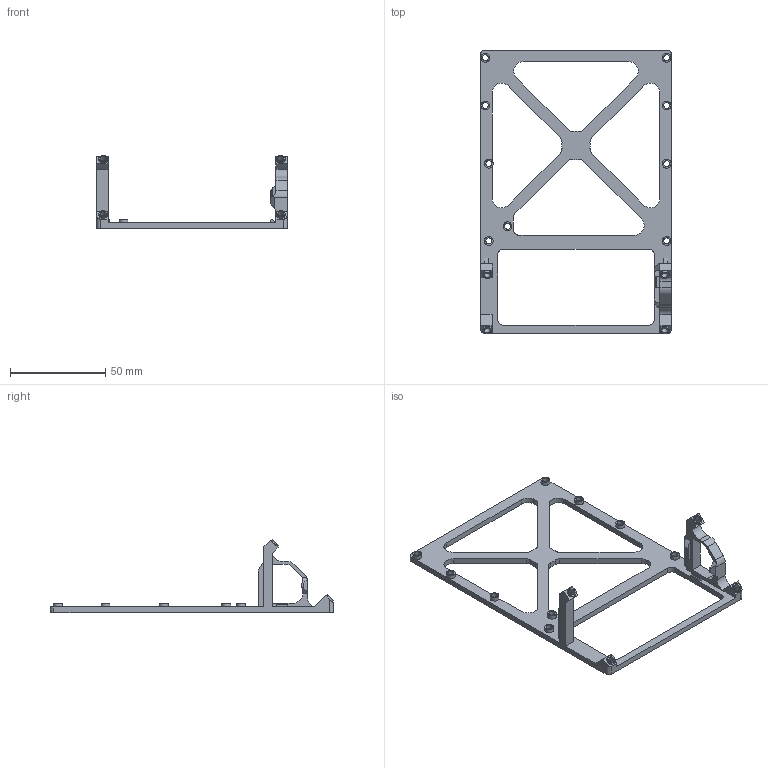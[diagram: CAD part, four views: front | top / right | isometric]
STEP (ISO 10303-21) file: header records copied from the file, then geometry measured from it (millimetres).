
FILE_DESCRIPTION(/* description */ ('STEP AP242','CAx-IF Rec.Pracs.---Representation and Presentation of Product Manufacturing Information (PMI)---4.0---2014-10-13','CAx-IF Rec.Pracs.---3D Tessellated Geometry---0.4---2014-09-14','2;1'),/* implementation_level */ '2;1');
FILE_NAME(/* name */ '62e5e5e129df6e70ddeb1059',/* time_stamp */ '2022-07-31T02:16:01+00:00',/* author */ (''),/* organization */ (''),/* preprocessor_version */ 'ST-DEVELOPER v18.102',/* originating_system */ ' ',/* authorisation */ ' ');
FILE_SCHEMA (('AP242_MANAGED_MODEL_BASED_3D_ENGINEERING_MIM_LF { 1 0 10303 442 1 1 4 }'));
Length unit declared in the file: metre
Products named in the file (1): Main PCB Stand
Bounding box: 100 x 148.73 x 38.46 mm (x, y, z)
Volume: 19036.8 mm3; surface area: 18364.4 mm2
Topology: 1 solids, 1 shells, 155 faces, 424 edges, 282 vertices
Faces by surface type: plane 93, cylinder 62
Full cylindrical faces by diameter (mm): 3.15 x13, 4.65 x13
Entity records: 4872 total; most frequent: DIRECTION 836, CARTESIAN_POINT 830, ORIENTED_EDGE 790, EDGE_CURVE 395, AXIS2_PLACEMENT_3D 285, VERTEX_POINT 279, LINE 266, VECTOR 266
